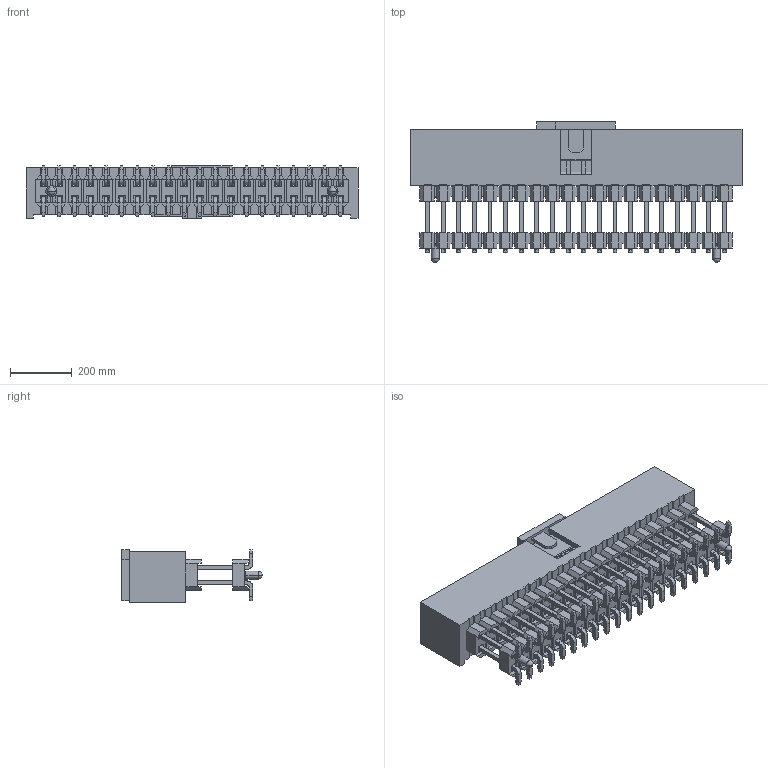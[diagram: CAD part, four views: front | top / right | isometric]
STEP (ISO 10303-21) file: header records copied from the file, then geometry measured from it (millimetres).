
FILE_DESCRIPTION( ('This file contains a STEP AP42 implementation' ,'as created by ZW3D STEP Interface translator.') ,'2;1' );
FILE_NAME( '3123-XXMXXBD00X2.stp' ,'2312 7.154857', (''), ('ZWCAD Software Co.'), 'Version 1.0', 'ZW3D to STEP translator', '' );
FILE_SCHEMA(('AUTOMOTIVE_DESIGN { 1 0 10303 214 1 1 1 1 }'));
Length unit declared in the file: millimetre
Products named in the file (1): 0
Bounding box: 1079.5 x 457.2 x 172.09 mm (x, y, z)
Volume: 24545692.6 mm3; surface area: 2883595.3 mm2
Topology: 2 solids, 2 shells, 2899 faces, 8188 edges, 5134 vertices
Faces by surface type: plane 2783, cylinder 80, bspline 26, cone 6, sphere 4
Entity records: 117027 total; most frequent: CARTESIAN_POINT 52198, ORIENTED_EDGE 16368, EDGE_CURVE 8184, DIRECTION 7428, B_SPLINE_CURVE_WITH_KNOTS 6504, VERTEX_POINT 5134, EDGE_LOOP 3140, FACE_OUTER_BOUND 2899
